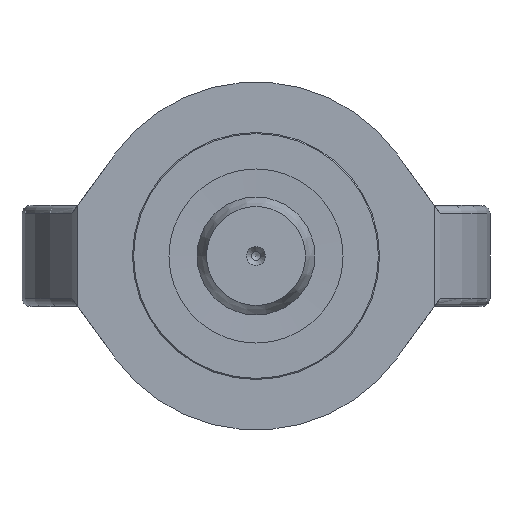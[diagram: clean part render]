
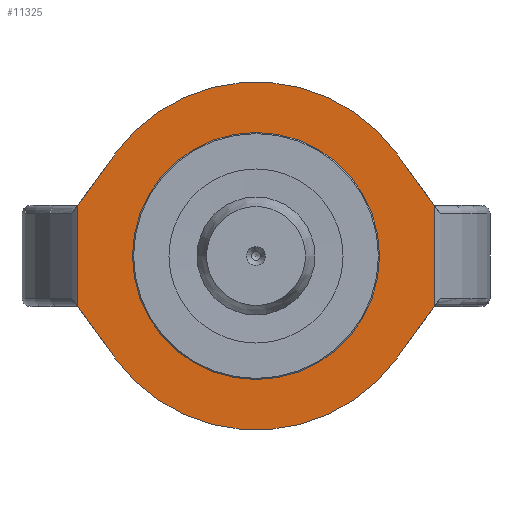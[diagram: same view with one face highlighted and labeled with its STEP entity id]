
A CAD part, front view. The second image highlights one B-rep face of the part: STEP entity #11325.
In plain terms, the highlighted planar face has unit normal (0, -1, 0).
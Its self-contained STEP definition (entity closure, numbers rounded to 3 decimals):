
#320=CIRCLE('',#11917,44.);
#378=CIRCLE('',#12035,62.);
#379=CIRCLE('',#12039,62.);
#572=FACE_BOUND('',#2165,.T.);
#1479=FACE_OUTER_BOUND('',#2164,.T.);
#2164=EDGE_LOOP('',(#9129,#9130,#9131,#9132,#9133,#9134,#9135,#9136));
#2165=EDGE_LOOP('',(#9137));
#3135=LINE('',#18102,#4086);
#3139=LINE('',#18119,#4090);
#3145=LINE('',#18580,#4096);
#3147=LINE('',#18584,#4098);
#3149=LINE('',#18590,#4100);
#3150=LINE('',#18592,#4101);
#4086=VECTOR('',#13690,10.);
#4090=VECTOR('',#13710,10.);
#4096=VECTOR('',#13828,10.);
#4098=VECTOR('',#13832,10.);
#4100=VECTOR('',#13840,10.);
#4101=VECTOR('',#13843,10.);
#4970=VERTEX_POINT('',#17892);
#5018=VERTEX_POINT('',#18094);
#5021=VERTEX_POINT('',#18100);
#5025=VERTEX_POINT('',#18116);
#5026=VERTEX_POINT('',#18118);
#5036=VERTEX_POINT('',#18574);
#5037=VERTEX_POINT('',#18576);
#5038=VERTEX_POINT('',#18582);
#5039=VERTEX_POINT('',#18586);
#6360=EDGE_CURVE('',#4970,#4970,#320,.T.);
#6428=EDGE_CURVE('',#5018,#5021,#3135,.T.);
#6436=EDGE_CURVE('',#5025,#5026,#3139,.T.);
#6479=EDGE_CURVE('',#5037,#5036,#378,.T.);
#6481=EDGE_CURVE('',#5036,#5026,#3145,.T.);
#6483=EDGE_CURVE('',#5025,#5038,#3147,.T.);
#6485=EDGE_CURVE('',#5038,#5039,#379,.T.);
#6486=EDGE_CURVE('',#5039,#5018,#3149,.T.);
#6487=EDGE_CURVE('',#5021,#5037,#3150,.T.);
#9129=ORIENTED_EDGE('',*,*,#6436,.F.);
#9130=ORIENTED_EDGE('',*,*,#6483,.T.);
#9131=ORIENTED_EDGE('',*,*,#6485,.T.);
#9132=ORIENTED_EDGE('',*,*,#6486,.T.);
#9133=ORIENTED_EDGE('',*,*,#6428,.T.);
#9134=ORIENTED_EDGE('',*,*,#6487,.T.);
#9135=ORIENTED_EDGE('',*,*,#6479,.T.);
#9136=ORIENTED_EDGE('',*,*,#6481,.T.);
#9137=ORIENTED_EDGE('',*,*,#6360,.T.);
#10742=PLANE('',#12042);
#11325=ADVANCED_FACE('',(#1479,#572),#10742,.T.);
#11917=AXIS2_PLACEMENT_3D('',#17893,#13548,#13549);
#12035=AXIS2_PLACEMENT_3D('',#18577,#13823,#13824);
#12039=AXIS2_PLACEMENT_3D('',#18588,#13836,#13837);
#12042=AXIS2_PLACEMENT_3D('',#18593,#13844,#13845);
#13548=DIRECTION('center_axis',(0.,1.,0.));
#13549=DIRECTION('ref_axis',(-1.,0.,0.));
#13690=DIRECTION('',(0.,0.,-1.));
#13710=DIRECTION('',(0.,0.,-1.));
#13823=DIRECTION('center_axis',(0.,-1.,0.));
#13824=DIRECTION('ref_axis',(-0.81,0.,-0.586));
#13828=DIRECTION('',(0.586,0.,0.81));
#13832=DIRECTION('',(-0.586,0.,0.81));
#13836=DIRECTION('center_axis',(0.,-1.,0.));
#13837=DIRECTION('ref_axis',(0.81,0.,0.586));
#13840=DIRECTION('',(-0.586,0.,-0.81));
#13843=DIRECTION('',(0.586,0.,-0.81));
#13844=DIRECTION('center_axis',(0.,-1.,0.));
#13845=DIRECTION('ref_axis',(1.,0.,0.));
#17892=CARTESIAN_POINT('',(44.,-87.5,0.));
#17893=CARTESIAN_POINT('Origin',(0.,-87.5,0.));
#18094=CARTESIAN_POINT('',(-63.5,-87.5,18.));
#18100=CARTESIAN_POINT('',(-63.5,-87.5,-18.));
#18102=CARTESIAN_POINT('',(-63.5,-87.5,0.));
#18116=CARTESIAN_POINT('',(63.5,-87.5,18.));
#18118=CARTESIAN_POINT('',(63.5,-87.5,-18.));
#18119=CARTESIAN_POINT('',(63.5,-87.5,0.));
#18574=CARTESIAN_POINT('',(50.235,-87.5,-36.338));
#18576=CARTESIAN_POINT('',(-50.235,-87.5,-36.338));
#18577=CARTESIAN_POINT('Origin',(0.,-87.5,0.));
#18580=CARTESIAN_POINT('',(50.235,-87.5,-36.338));
#18582=CARTESIAN_POINT('',(50.235,-87.5,36.338));
#18584=CARTESIAN_POINT('',(63.5,-87.5,18.));
#18586=CARTESIAN_POINT('',(-50.235,-87.5,36.338));
#18588=CARTESIAN_POINT('Origin',(0.,-87.5,0.));
#18590=CARTESIAN_POINT('',(-50.235,-87.5,36.338));
#18592=CARTESIAN_POINT('',(-63.5,-87.5,-18.));
#18593=CARTESIAN_POINT('Origin',(-63.5,-87.5,0.));
